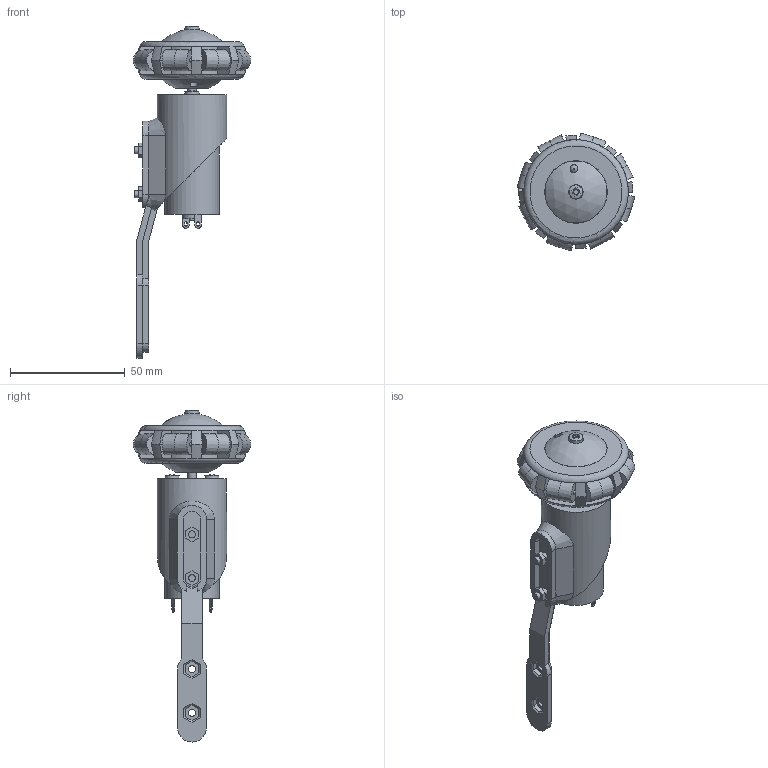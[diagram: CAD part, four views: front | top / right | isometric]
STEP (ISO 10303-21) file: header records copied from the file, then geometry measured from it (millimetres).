
FILE_DESCRIPTION(/* description */ (''),/* implementation_level */ '2;1');
FILE_NAME(/* name */ 'Full Motor Arm (1 inch) with Flexiwheel.iam.stp',/* time_stamp */ '2014-03-02T16:00:42-05:00',/* author */ ('Spooner'),/* organization */ (''),/* preprocessor_version */ 'ST-DEVELOPER v15.2',/* originating_system */ 'Autodesk Inventor 2014',/* authorisation */ '');
FILE_SCHEMA (('AUTOMOTIVE_DESIGN { 1 0 10303 214 3 1 1 }'));
Length unit declared in the file: inch
Products named in the file (16): Flexiwheel Hub - Motor Side; Flexiwheel Hub - Out Side; Flexiwheel - Half Wheel; Flexiwheel Roller; Flexiwheel; JIS B 1111 - M3x6(1); Flexiwheel with Hub; Motor Mount Arm (1 inch); Motor Mount; Motor Body; Motor Shaft; Motor; JIS B 1111 - M3x10(1); JIS B 1181 - B M3; JIS B 1111 - M3x5(1); Full Motor Arm (1 inch) with Flexiwheel
Bounding box: 51.19 x 51.17 x 144.42 mm (x, y, z)
Volume: 64171 mm3; surface area: 37334.5 mm2
Topology: 23 solids, 23 shells, 582 faces, 1379 edges, 892 vertices
Faces by surface type: plane 340, cylinder 146, cone 80, bspline 7, torus 7, sphere 2
Full cylindrical faces by diameter (mm): 1.626 x16, 1.981 x1, 2.286 x2, 2.459 x2, 2.464 x4, 2.5 x5, 3 x5, 3.048 x6, 3.454 x4, 3.81 x1, 3.861 x1, 4.699 x2, 4.724 x2, 5.08 x1, 5.893 x2, 6.452 x4, 6.807 x1, 6.858 x1, 13.665 x2, 13.843 x1, 13.868 x1, 23.724 x1, 24.587 x1, 25.019 x1, 27 x1, 27.026 x1, 27.127 x2, 30.099 x1
Entity records: 11384 total; most frequent: CARTESIAN_POINT 2332, DIRECTION 1855, ORIENTED_EDGE 1654, EDGE_CURVE 827, AXIS2_PLACEMENT_3D 683, VERTEX_POINT 576, EDGE_LOOP 521, LINE 489
